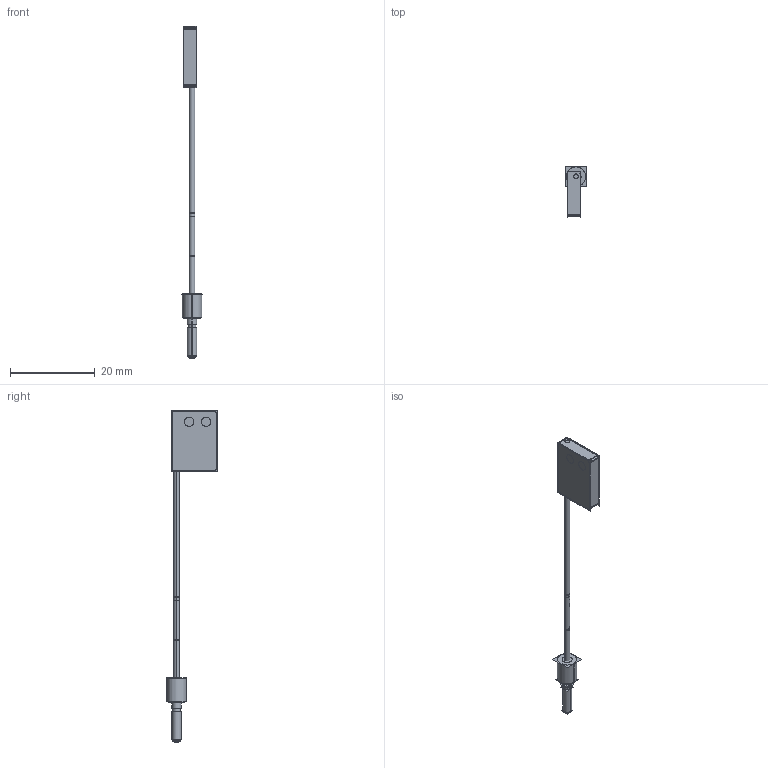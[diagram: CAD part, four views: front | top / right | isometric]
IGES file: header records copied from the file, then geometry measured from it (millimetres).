
Start section:  PTC IGES file: 193337.igs
Global section: file name: 193337.igs; native system: Creo Parametric by Parametric Technology Corporation; preprocessor: 2013230; author: pdmadmin; organization: Unknown; date: 20160217.160048; units: millimetre
Bounding box: 4.76 x 12.09 x 78.38 mm (x, y, z)
Volume: 517 mm3; surface area: 5204.4 mm2
Topology: 3 solids, 4 shells, 250 faces, 1226 edges, 1554 vertices
Faces by surface type: revolution 138, bspline 112
